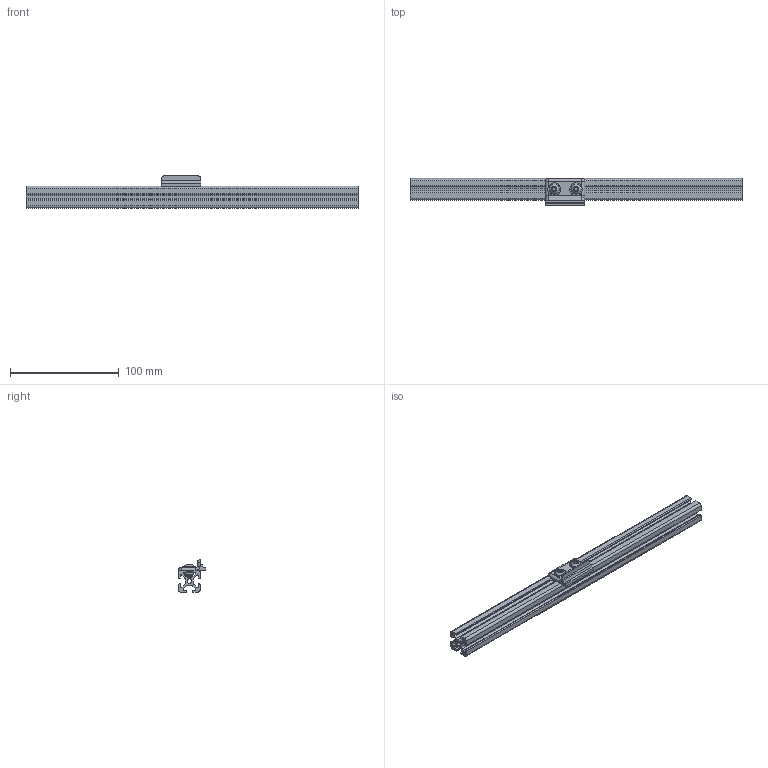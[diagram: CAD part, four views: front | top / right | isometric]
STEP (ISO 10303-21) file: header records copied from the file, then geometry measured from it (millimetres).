
FILE_DESCRIPTION(/* description */ (''),/* implementation_level */ '2;1');
FILE_NAME(/* name */ 'projector_corner_mount.step',/* time_stamp */ '2021-08-14T02:16:12-07:00',/* author */ (''),/* organization */ (''),/* preprocessor_version */ 'ST-DEVELOPER v18.1',/* originating_system */ 'Autodesk Translation Framework v10.9.0.1377',/* authorisation */ '');
FILE_SCHEMA (('AUTOMOTIVE_DESIGN { 1 0 10303 214 3 1 1 }'));
Length unit declared in the file: millimetre
Products named in the file (3): projector corner mount; 5537T926_T-Slotted Framing; 5537T464_T-Slotted Framing
Assembly tree (2 placements, depth 2):
  projector corner mount
    5537T926_T-Slotted Framing
    5537T464_T-Slotted Framing
Bounding box: 304.8 x 24.84 x 29.5 mm (x, y, z)
Volume: 59810 mm3; surface area: 56159.9 mm2
Topology: 5 solids, 5 shells, 206 faces, 520 edges, 334 vertices
Faces by surface type: cylinder 100, plane 78, cone 16, sphere 6, bspline 4, torus 2
Full cylindrical faces by diameter (mm): 3.961 x20, 4.3 x1, 5 x22, 6 x2, 11.6 x2
Entity records: 9664 total; most frequent: CARTESIAN_POINT 4761, ORIENTED_EDGE 1040, DIRECTION 974, EDGE_CURVE 520, AXIS2_PLACEMENT_3D 353, VERTEX_POINT 334, LINE 268, VECTOR 268
